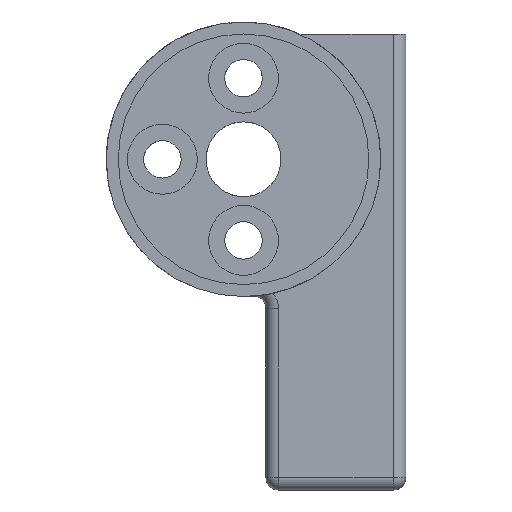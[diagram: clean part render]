
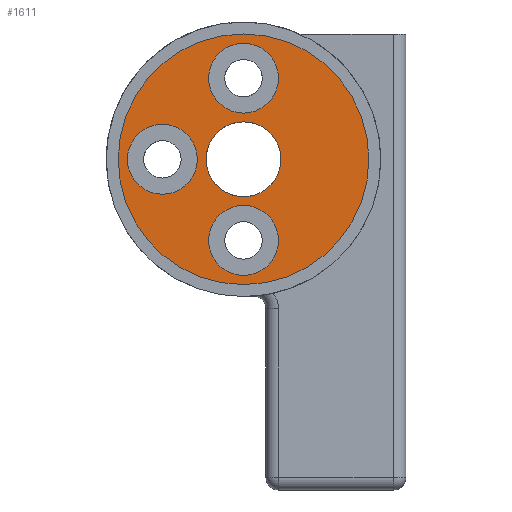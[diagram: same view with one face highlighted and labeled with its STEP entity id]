
A CAD part, front view. The second image highlights one B-rep face of the part: STEP entity #1611.
In plain terms, the highlighted planar face has unit normal (0, -1, 0).
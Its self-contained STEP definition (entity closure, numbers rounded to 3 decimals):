
#24 = AXIS2_PLACEMENT_3D ( 'NONE', #878, #44, #1677 ) ;
#28 = VERTEX_POINT ( 'NONE', #889 ) ;
#44 = DIRECTION ( 'NONE',  ( 0., -1., 0. ) ) ;
#59 = CARTESIAN_POINT ( 'NONE',  ( -6.5, -6.2, 0. ) ) ;
#84 = VERTEX_POINT ( 'NONE', #546 ) ;
#85 = CIRCLE ( 'NONE', #2594, 2.8 ) ;
#90 = DIRECTION ( 'NONE',  ( 0., 0., -1. ) ) ;
#146 = ORIENTED_EDGE ( 'NONE', *, *, #319, .T. ) ;
#152 = AXIS2_PLACEMENT_3D ( 'NONE', #1032, #409, #1839 ) ;
#182 = FACE_BOUND ( 'NONE', #308, .T. ) ;
#249 = DIRECTION ( 'NONE',  ( 0., 0., 1. ) ) ;
#284 = ORIENTED_EDGE ( 'NONE', *, *, #2298, .T. ) ;
#285 = CARTESIAN_POINT ( 'NONE',  ( 0., -6.2, 6.5 ) ) ;
#291 = CARTESIAN_POINT ( 'NONE',  ( 0., -6.2, 3. ) ) ;
#308 = EDGE_LOOP ( 'NONE', ( #432, #1366 ) ) ;
#314 = DIRECTION ( 'NONE',  ( 0., 1., 0. ) ) ;
#319 = EDGE_CURVE ( 'NONE', #823, #84, #2362, .T. ) ;
#409 = DIRECTION ( 'NONE',  ( 0., 1., 0. ) ) ;
#432 = ORIENTED_EDGE ( 'NONE', *, *, #2341, .T. ) ;
#443 = VERTEX_POINT ( 'NONE', #2216 ) ;
#466 = CIRCLE ( 'NONE', #2021, 3. ) ;
#497 = DIRECTION ( 'NONE',  ( 0., 1., 0. ) ) ;
#500 = ORIENTED_EDGE ( 'NONE', *, *, #1356, .T. ) ;
#505 = ORIENTED_EDGE ( 'NONE', *, *, #1830, .T. ) ;
#529 = CIRCLE ( 'NONE', #730, 2.8 ) ;
#546 = CARTESIAN_POINT ( 'NONE',  ( 0., -6.2, 3.7 ) ) ;
#567 = DIRECTION ( 'NONE',  ( 0., 1., 0. ) ) ;
#568 = FACE_BOUND ( 'NONE', #1725, .T. ) ;
#593 = VERTEX_POINT ( 'NONE', #1441 ) ;
#610 = AXIS2_PLACEMENT_3D ( 'NONE', #2510, #1045, #2484 ) ;
#625 = CIRCLE ( 'NONE', #24, 10.04 ) ;
#628 = CARTESIAN_POINT ( 'NONE',  ( 0., -6.2, 9.3 ) ) ;
#650 = AXIS2_PLACEMENT_3D ( 'NONE', #1306, #2312, #1125 ) ;
#690 = VERTEX_POINT ( 'NONE', #1989 ) ;
#730 = AXIS2_PLACEMENT_3D ( 'NONE', #285, #497, #1706 ) ;
#735 = DIRECTION ( 'NONE',  ( 0., 0., 1. ) ) ;
#814 = DIRECTION ( 'NONE',  ( 0., -1., 0. ) ) ;
#823 = VERTEX_POINT ( 'NONE', #628 ) ;
#878 = CARTESIAN_POINT ( 'NONE',  ( 0., -6.2, 0. ) ) ;
#889 = CARTESIAN_POINT ( 'NONE',  ( 0., -6.2, -10.04 ) ) ;
#890 = CARTESIAN_POINT ( 'NONE',  ( -6.5, -6.2, -2.8 ) ) ;
#943 = DIRECTION ( 'NONE',  ( 0., 0., -1. ) ) ;
#1001 = CARTESIAN_POINT ( 'NONE',  ( -10.241, -6.2, -10.241 ) ) ;
#1032 = CARTESIAN_POINT ( 'NONE',  ( 0., -6.2, 0. ) ) ;
#1037 = ORIENTED_EDGE ( 'NONE', *, *, #1413, .T. ) ;
#1045 = DIRECTION ( 'NONE',  ( 0., 1., 0. ) ) ;
#1058 = AXIS2_PLACEMENT_3D ( 'NONE', #1001, #814, #943 ) ;
#1125 = DIRECTION ( 'NONE',  ( 0., 0., -1. ) ) ;
#1134 = ORIENTED_EDGE ( 'NONE', *, *, #1387, .T. ) ;
#1209 = DIRECTION ( 'NONE',  ( 0., 0., 1. ) ) ;
#1249 = VERTEX_POINT ( 'NONE', #2095 ) ;
#1262 = EDGE_CURVE ( 'NONE', #443, #593, #1838, .T. ) ;
#1306 = CARTESIAN_POINT ( 'NONE',  ( 0., -6.2, 0. ) ) ;
#1330 = AXIS2_PLACEMENT_3D ( 'NONE', #59, #2097, #90 ) ;
#1340 = CIRCLE ( 'NONE', #650, 10.04 ) ;
#1356 = EDGE_CURVE ( 'NONE', #690, #28, #625, .T. ) ;
#1366 = ORIENTED_EDGE ( 'NONE', *, *, #1262, .T. ) ;
#1381 = ORIENTED_EDGE ( 'NONE', *, *, #1849, .T. ) ;
#1387 = EDGE_CURVE ( 'NONE', #1904, #1399, #466, .T. ) ;
#1395 = CARTESIAN_POINT ( 'NONE',  ( -6.5, -6.2, 0. ) ) ;
#1399 = VERTEX_POINT ( 'NONE', #1461 ) ;
#1413 = EDGE_CURVE ( 'NONE', #1399, #1904, #1519, .T. ) ;
#1420 = CARTESIAN_POINT ( 'NONE',  ( 0., -6.2, -6.5 ) ) ;
#1441 = CARTESIAN_POINT ( 'NONE',  ( 0., -6.2, -3.7 ) ) ;
#1461 = CARTESIAN_POINT ( 'NONE',  ( 0., -6.2, -3. ) ) ;
#1488 = DIRECTION ( 'NONE',  ( 0., 1., 0. ) ) ;
#1503 = CIRCLE ( 'NONE', #1330, 2.8 ) ;
#1519 = CIRCLE ( 'NONE', #152, 3. ) ;
#1529 = FACE_OUTER_BOUND ( 'NONE', #1684, .T. ) ;
#1611 = ADVANCED_FACE ( 'NONE', ( #1529, #1916, #568, #182, #2261 ), #2224, .T. ) ;
#1677 = DIRECTION ( 'NONE',  ( 0., 0., 1. ) ) ;
#1684 = EDGE_LOOP ( 'NONE', ( #1816, #500 ) ) ;
#1706 = DIRECTION ( 'NONE',  ( 0., 0., -1. ) ) ;
#1725 = EDGE_LOOP ( 'NONE', ( #284, #505 ) ) ;
#1749 = CARTESIAN_POINT ( 'NONE',  ( 0., -6.2, 6.5 ) ) ;
#1806 = EDGE_LOOP ( 'NONE', ( #1134, #1037 ) ) ;
#1816 = ORIENTED_EDGE ( 'NONE', *, *, #1980, .T. ) ;
#1826 = DIRECTION ( 'NONE',  ( 0., 1., 0. ) ) ;
#1830 = EDGE_CURVE ( 'NONE', #1933, #1249, #1503, .T. ) ;
#1838 = CIRCLE ( 'NONE', #610, 2.8 ) ;
#1839 = DIRECTION ( 'NONE',  ( 0., 0., -1. ) ) ;
#1849 = EDGE_CURVE ( 'NONE', #84, #823, #529, .T. ) ;
#1904 = VERTEX_POINT ( 'NONE', #291 ) ;
#1916 = FACE_BOUND ( 'NONE', #1806, .T. ) ;
#1933 = VERTEX_POINT ( 'NONE', #890 ) ;
#1980 = EDGE_CURVE ( 'NONE', #28, #690, #1340, .T. ) ;
#1989 = CARTESIAN_POINT ( 'NONE',  ( 0., -6.2, 10.04 ) ) ;
#2021 = AXIS2_PLACEMENT_3D ( 'NONE', #2064, #1488, #249 ) ;
#2064 = CARTESIAN_POINT ( 'NONE',  ( 0., -6.2, 0. ) ) ;
#2095 = CARTESIAN_POINT ( 'NONE',  ( -6.5, -6.2, 2.8 ) ) ;
#2097 = DIRECTION ( 'NONE',  ( 0., 1., 0. ) ) ;
#2099 = CIRCLE ( 'NONE', #2633, 2.8 ) ;
#2107 = AXIS2_PLACEMENT_3D ( 'NONE', #1749, #314, #735 ) ;
#2216 = CARTESIAN_POINT ( 'NONE',  ( 0., -6.2, -9.3 ) ) ;
#2224 = PLANE ( 'NONE',  #1058 ) ;
#2240 = DIRECTION ( 'NONE',  ( 0., 0., 1. ) ) ;
#2261 = FACE_BOUND ( 'NONE', #2545, .T. ) ;
#2298 = EDGE_CURVE ( 'NONE', #1249, #1933, #2099, .T. ) ;
#2312 = DIRECTION ( 'NONE',  ( 0., -1., 0. ) ) ;
#2341 = EDGE_CURVE ( 'NONE', #593, #443, #85, .T. ) ;
#2362 = CIRCLE ( 'NONE', #2107, 2.8 ) ;
#2484 = DIRECTION ( 'NONE',  ( 0., 0., -1. ) ) ;
#2510 = CARTESIAN_POINT ( 'NONE',  ( 0., -6.2, -6.5 ) ) ;
#2545 = EDGE_LOOP ( 'NONE', ( #146, #1381 ) ) ;
#2594 = AXIS2_PLACEMENT_3D ( 'NONE', #1420, #567, #1209 ) ;
#2633 = AXIS2_PLACEMENT_3D ( 'NONE', #1395, #1826, #2240 ) ;
